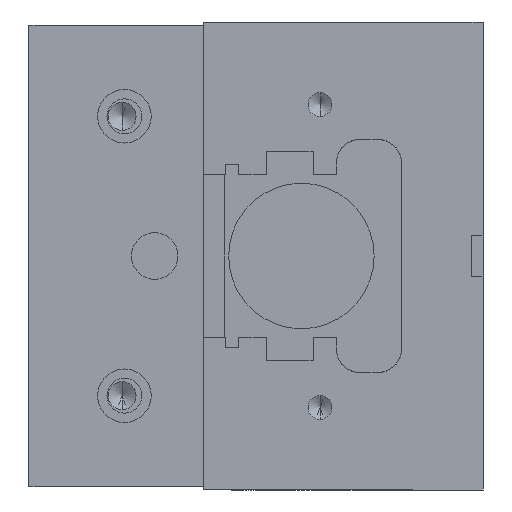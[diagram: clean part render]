
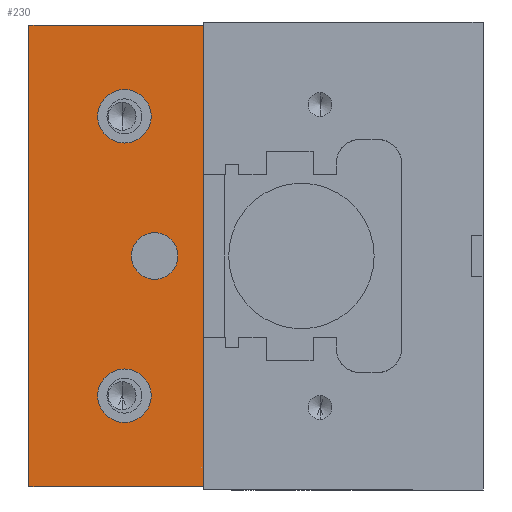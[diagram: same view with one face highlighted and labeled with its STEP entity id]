
A CAD part, left-side view. The second image highlights one B-rep face of the part: STEP entity #230.
In plain terms, the highlighted planar face has unit normal (-1, 0, 0).
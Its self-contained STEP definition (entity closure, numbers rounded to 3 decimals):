
#134 = VERTEX_POINT ( 'NONE', #5162 ) ;
#138 = EDGE_CURVE ( 'NONE', #134, #140, #5149, .T. ) ;
#140 = VERTEX_POINT ( 'NONE', #5146 ) ;
#148 = VERTEX_POINT ( 'NONE', #5132 ) ;
#150 = EDGE_CURVE ( 'NONE', #140, #156, #5186, .T. ) ;
#156 = VERTEX_POINT ( 'NONE', #5180 ) ;
#162 = EDGE_CURVE ( 'NONE', #156, #148, #5212, .T. ) ;
#164 = EDGE_LOOP ( 'NONE', ( #224, #194 ) ) ;
#167 = EDGE_LOOP ( 'NONE', ( #170, #236 ) ) ;
#170 = ORIENTED_EDGE ( 'NONE', *, *, #229, .F. ) ;
#185 = ORIENTED_EDGE ( 'NONE', *, *, #150, .T. ) ;
#186 = EDGE_LOOP ( 'NONE', ( #203, #225 ) ) ;
#192 = EDGE_CURVE ( 'NONE', #148, #134, #5234, .T. ) ;
#194 = ORIENTED_EDGE ( 'NONE', *, *, #11823, .F. ) ;
#199 = EDGE_LOOP ( 'NONE', ( #235, #185, #265, #264 ) ) ;
#203 = ORIENTED_EDGE ( 'NONE', *, *, #205, .F. ) ;
#205 = EDGE_CURVE ( 'NONE', #10815, #10809, #5284, .T. ) ;
#224 = ORIENTED_EDGE ( 'NONE', *, *, #237, .F. ) ;
#225 = ORIENTED_EDGE ( 'NONE', *, *, #10415, .F. ) ;
#229 = EDGE_CURVE ( 'NONE', #11082, #11092, #4796, .T. ) ;
#230 = ADVANCED_FACE ( 'NONE', ( #5046, #5050, #5301, #5307 ), #5287, .T. ) ;
#235 = ORIENTED_EDGE ( 'NONE', *, *, #138, .T. ) ;
#236 = ORIENTED_EDGE ( 'NONE', *, *, #11093, .F. ) ;
#237 = EDGE_CURVE ( 'NONE', #11873, #11344, #5339, .T. ) ;
#264 = ORIENTED_EDGE ( 'NONE', *, *, #192, .T. ) ;
#265 = ORIENTED_EDGE ( 'NONE', *, *, #162, .T. ) ;
#4610 = AXIS2_PLACEMENT_3D ( 'NONE', #4712, #4711, #4681 ) ;
#4681 = DIRECTION ( 'NONE',  ( 0., 0., 1. ) ) ;
#4711 = DIRECTION ( 'NONE',  ( -1., 0., 0. ) ) ;
#4712 = CARTESIAN_POINT ( 'NONE',  ( -22., 154., 60. ) ) ;
#4796 = CIRCLE ( 'NONE', #4610, 11.5 ) ;
#5045 = DIRECTION ( 'NONE',  ( -1., 0., 0. ) ) ;
#5046 = FACE_BOUND ( 'NONE', #186, .T. ) ;
#5050 = FACE_BOUND ( 'NONE', #167, .T. ) ;
#5063 = DIRECTION ( 'NONE',  ( 0., -1., 0. ) ) ;
#5132 = CARTESIAN_POINT ( 'NONE',  ( -22., 195., 99. ) ) ;
#5143 = DIRECTION ( 'NONE',  ( 0., -1., 0. ) ) ;
#5144 = VECTOR ( 'NONE', #5143, 1000. ) ;
#5145 = CARTESIAN_POINT ( 'NONE',  ( -22., 195., -99. ) ) ;
#5146 = CARTESIAN_POINT ( 'NONE',  ( -22., 120., -99. ) ) ;
#5149 = LINE ( 'NONE', #5145, #5144 ) ;
#5162 = CARTESIAN_POINT ( 'NONE',  ( -22., 195., -99. ) ) ;
#5180 = CARTESIAN_POINT ( 'NONE',  ( -22., 120., 99. ) ) ;
#5183 = DIRECTION ( 'NONE',  ( 0., 0., 1. ) ) ;
#5184 = VECTOR ( 'NONE', #5183, 1000. ) ;
#5185 = CARTESIAN_POINT ( 'NONE',  ( -22., 120., -99. ) ) ;
#5186 = LINE ( 'NONE', #5185, #5184 ) ;
#5209 = DIRECTION ( 'NONE',  ( 0., 1., 0. ) ) ;
#5210 = VECTOR ( 'NONE', #5209, 1000. ) ;
#5211 = CARTESIAN_POINT ( 'NONE',  ( -22., 195., 99. ) ) ;
#5212 = LINE ( 'NONE', #5211, #5210 ) ;
#5227 = CARTESIAN_POINT ( 'NONE',  ( -22., 141., 0. ) ) ;
#5230 = DIRECTION ( 'NONE',  ( 0., 0., -1. ) ) ;
#5231 = VECTOR ( 'NONE', #5230, 1000. ) ;
#5233 = CARTESIAN_POINT ( 'NONE',  ( -22., 195., -99. ) ) ;
#5234 = LINE ( 'NONE', #5233, #5231 ) ;
#5272 = DIRECTION ( 'NONE',  ( 0., 0., 1. ) ) ;
#5273 = DIRECTION ( 'NONE',  ( -1., 0., 0. ) ) ;
#5274 = AXIS2_PLACEMENT_3D ( 'NONE', #5227, #5273, #5272 ) ;
#5284 = CIRCLE ( 'NONE', #5274, 10. ) ;
#5287 = PLANE ( 'NONE',  #5303 ) ;
#5294 = CARTESIAN_POINT ( 'NONE',  ( -22., 120., -99. ) ) ;
#5301 = FACE_BOUND ( 'NONE', #164, .T. ) ;
#5303 = AXIS2_PLACEMENT_3D ( 'NONE', #5294, #5045, #5063 ) ;
#5307 = FACE_OUTER_BOUND ( 'NONE', #199, .T. ) ;
#5332 = DIRECTION ( 'NONE',  ( 0., 0., 1. ) ) ;
#5333 = DIRECTION ( 'NONE',  ( -1., 0., 0. ) ) ;
#5334 = AXIS2_PLACEMENT_3D ( 'NONE', #5346, #5333, #5332 ) ;
#5339 = CIRCLE ( 'NONE', #5334, 11.5 ) ;
#5346 = CARTESIAN_POINT ( 'NONE',  ( -22., 154., -60. ) ) ;
#10415 = EDGE_CURVE ( 'NONE', #10809, #10815, #14085, .T. ) ;
#10809 = VERTEX_POINT ( 'NONE', #14125 ) ;
#10815 = VERTEX_POINT ( 'NONE', #14114 ) ;
#11082 = VERTEX_POINT ( 'NONE', #14129 ) ;
#11092 = VERTEX_POINT ( 'NONE', #14132 ) ;
#11093 = EDGE_CURVE ( 'NONE', #11092, #11082, #14128, .T. ) ;
#11344 = VERTEX_POINT ( 'NONE', #14179 ) ;
#11823 = EDGE_CURVE ( 'NONE', #11344, #11873, #14203, .T. ) ;
#11873 = VERTEX_POINT ( 'NONE', #14196 ) ;
#14064 = AXIS2_PLACEMENT_3D ( 'NONE', #14084, #14076, #14075 ) ;
#14075 = DIRECTION ( 'NONE',  ( 0., 0., 1. ) ) ;
#14076 = DIRECTION ( 'NONE',  ( -1., 0., 0. ) ) ;
#14084 = CARTESIAN_POINT ( 'NONE',  ( -22., 141., 0. ) ) ;
#14085 = CIRCLE ( 'NONE', #14064, 10. ) ;
#14114 = CARTESIAN_POINT ( 'NONE',  ( -22., 141., 10. ) ) ;
#14125 = CARTESIAN_POINT ( 'NONE',  ( -22., 141., -10. ) ) ;
#14128 = CIRCLE ( 'NONE', #14133, 11.5 ) ;
#14129 = CARTESIAN_POINT ( 'NONE',  ( -22., 154., 71.5 ) ) ;
#14132 = CARTESIAN_POINT ( 'NONE',  ( -22., 154., 48.5 ) ) ;
#14133 = AXIS2_PLACEMENT_3D ( 'NONE', #14177, #14176, #14175 ) ;
#14175 = DIRECTION ( 'NONE',  ( 0., 0., 1. ) ) ;
#14176 = DIRECTION ( 'NONE',  ( -1., 0., 0. ) ) ;
#14177 = CARTESIAN_POINT ( 'NONE',  ( -22., 154., 60. ) ) ;
#14179 = CARTESIAN_POINT ( 'NONE',  ( -22., 154., -71.5 ) ) ;
#14185 = DIRECTION ( 'NONE',  ( 0., 0., 1. ) ) ;
#14186 = DIRECTION ( 'NONE',  ( -1., 0., 0. ) ) ;
#14187 = CARTESIAN_POINT ( 'NONE',  ( -22., 154., -60. ) ) ;
#14196 = CARTESIAN_POINT ( 'NONE',  ( -22., 154., -48.5 ) ) ;
#14199 = AXIS2_PLACEMENT_3D ( 'NONE', #14187, #14186, #14185 ) ;
#14203 = CIRCLE ( 'NONE', #14199, 11.5 ) ;
